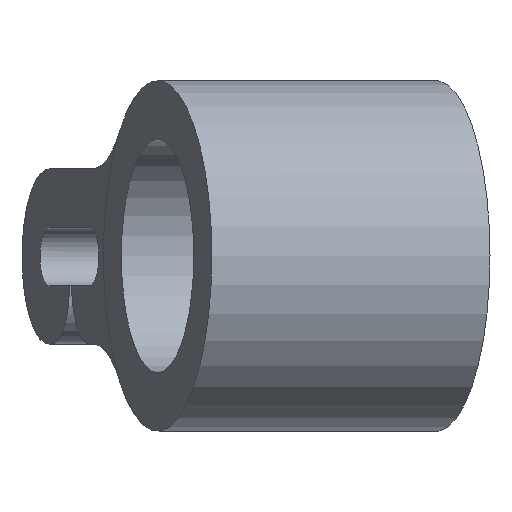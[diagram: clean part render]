
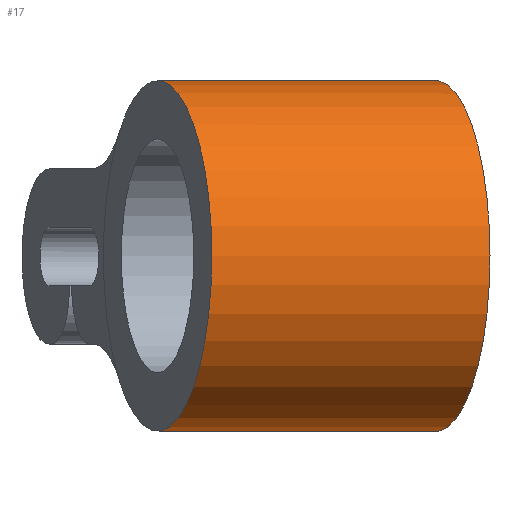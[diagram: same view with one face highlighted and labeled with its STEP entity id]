
A CAD part, top view. The second image highlights one B-rep face of the part: STEP entity #17.
In plain terms, the highlighted cylindrical face has radius 6 mm (diameter 12 mm), a partial arc.
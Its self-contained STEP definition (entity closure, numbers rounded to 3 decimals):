
#17 = ADVANCED_FACE('',(#18),#33,.T.);
#18 = FACE_BOUND('',#19,.F.);
#19 = EDGE_LOOP('',(#20,#56,#96,#125));
#20 = ORIENTED_EDGE('',*,*,#21,.F.);
#21 = EDGE_CURVE('',#22,#24,#26,.T.);
#22 = VERTEX_POINT('',#23);
#23 = CARTESIAN_POINT('',(385.956,4.2,151.618));
#24 = VERTEX_POINT('',#25);
#25 = CARTESIAN_POINT('',(385.956,-4.2,151.618));
#26 = SURFACE_CURVE('',#27,(#32,#44),.PCURVE_S1.);
#27 = CIRCLE('',#28,6.);
#28 = AXIS2_PLACEMENT_3D('',#29,#30,#31);
#29 = CARTESIAN_POINT('',(387.28,0.,155.693));
#30 = DIRECTION('',(0.951,0.,-0.309));
#31 = DIRECTION('',(-0.309,0.,-0.951));
#32 = PCURVE('',#33,#38);
#33 = CYLINDRICAL_SURFACE('',#34,6.);
#34 = AXIS2_PLACEMENT_3D('',#35,#36,#37);
#35 = CARTESIAN_POINT('',(387.28,0.,155.693));
#36 = DIRECTION('',(-0.951,-0.,0.309));
#37 = DIRECTION('',(-0.309,0.,-0.951));
#38 = DEFINITIONAL_REPRESENTATION('',(#39),#43);
#39 = LINE('',#40,#41);
#40 = CARTESIAN_POINT('',(-0.,0.));
#41 = VECTOR('',#42,1.);
#42 = DIRECTION('',(-1.,0.));
#43 = ( GEOMETRIC_REPRESENTATION_CONTEXT(2) 
PARAMETRIC_REPRESENTATION_CONTEXT() REPRESENTATION_CONTEXT('2D SPACE',''
  ) );
#44 = PCURVE('',#45,#50);
#45 = PLANE('',#46);
#46 = AXIS2_PLACEMENT_3D('',#47,#48,#49);
#47 = CARTESIAN_POINT('',(387.28,0.,155.693));
#48 = DIRECTION('',(0.951,0.,-0.309));
#49 = DIRECTION('',(-0.309,0.,-0.951));
#50 = DEFINITIONAL_REPRESENTATION('',(#51),#55);
#51 = CIRCLE('',#52,6.);
#52 = AXIS2_PLACEMENT_2D('',#53,#54);
#53 = CARTESIAN_POINT('',(0.,0.));
#54 = DIRECTION('',(1.,0.));
#55 = ( GEOMETRIC_REPRESENTATION_CONTEXT(2) 
PARAMETRIC_REPRESENTATION_CONTEXT() REPRESENTATION_CONTEXT('2D SPACE',''
  ) );
#56 = ORIENTED_EDGE('',*,*,#57,.T.);
#57 = EDGE_CURVE('',#22,#58,#60,.T.);
#58 = VERTEX_POINT('',#59);
#59 = CARTESIAN_POINT('',(395.466,4.2,148.528));
#60 = SURFACE_CURVE('',#61,(#67,#73),.PCURVE_S1.);
#61 = B_SPLINE_CURVE_WITH_KNOTS('',2,(#62,#63,#64,#65,#66),
  .UNSPECIFIED.,.F.,.F.,(3,1,1,3),(-0.612,0.,10.,10.612),
  .UNSPECIFIED.);
#62 = CARTESIAN_POINT('',(385.374,4.2,151.807));
#63 = CARTESIAN_POINT('',(385.665,4.2,151.713));
#64 = CARTESIAN_POINT('',(390.711,4.2,150.073));
#65 = CARTESIAN_POINT('',(395.757,4.2,148.433));
#66 = CARTESIAN_POINT('',(396.048,4.2,148.339));
#67 = PCURVE('',#33,#68);
#68 = DEFINITIONAL_REPRESENTATION('',(#69),#72);
#69 = B_SPLINE_CURVE_WITH_KNOTS('',1,(#70,#71),.UNSPECIFIED.,.F.,.F.,(2,
    2),(0.,10.),.PIECEWISE_BEZIER_KNOTS.);
#70 = CARTESIAN_POINT('',(-0.775,0.));
#71 = CARTESIAN_POINT('',(-0.775,-10.));
#72 = ( GEOMETRIC_REPRESENTATION_CONTEXT(2) 
PARAMETRIC_REPRESENTATION_CONTEXT() REPRESENTATION_CONTEXT('2D SPACE',''
  ) );
#73 = PCURVE('',#74,#90);
#74 = ( BOUNDED_SURFACE() B_SPLINE_SURFACE(2,2,(
    (#75,#76,#77,#78,#79)
    ,(#80,#81,#82,#83,#84)
    ,(#85,#86,#87,#88,#89
)),.UNSPECIFIED.,.F.,.F.,.F.) B_SPLINE_SURFACE_WITH_KNOTS((3,3),(3,1,1,3
    ),(0.,10.),(-0.612,0.,10.,10.612),.UNSPECIFIED.) 
GEOMETRIC_REPRESENTATION_ITEM() RATIONAL_B_SPLINE_SURFACE((
    (1.,1.,1.,1.,1.)
    ,(0.922,0.922,0.922,0.922
      ,0.922)
,(1.,1.,1.,1.,1.))) REPRESENTATION_ITEM('') SURFACE() );
#75 = CARTESIAN_POINT('',(385.374,4.2,151.807));
#76 = CARTESIAN_POINT('',(385.665,4.2,151.713));
#77 = CARTESIAN_POINT('',(390.711,4.2,150.073));
#78 = CARTESIAN_POINT('',(395.757,4.2,148.433));
#79 = CARTESIAN_POINT('',(396.048,4.2,148.339));
#80 = CARTESIAN_POINT('',(385.01,3.,150.689));
#81 = CARTESIAN_POINT('',(385.301,3.,150.594));
#82 = CARTESIAN_POINT('',(390.348,3.,148.954));
#83 = CARTESIAN_POINT('',(395.394,3.,147.315));
#84 = CARTESIAN_POINT('',(395.685,3.,147.22));
#85 = CARTESIAN_POINT('',(384.491,3.,149.09));
#86 = CARTESIAN_POINT('',(384.782,3.,148.996));
#87 = CARTESIAN_POINT('',(389.828,3.,147.356));
#88 = CARTESIAN_POINT('',(394.875,3.,145.717));
#89 = CARTESIAN_POINT('',(395.166,3.,145.622));
#90 = DEFINITIONAL_REPRESENTATION('',(#91),#95);
#91 = LINE('',#92,#93);
#92 = CARTESIAN_POINT('',(0.,0.));
#93 = VECTOR('',#94,1.);
#94 = DIRECTION('',(0.,1.));
#95 = ( GEOMETRIC_REPRESENTATION_CONTEXT(2) 
PARAMETRIC_REPRESENTATION_CONTEXT() REPRESENTATION_CONTEXT('2D SPACE',''
  ) );
#96 = ORIENTED_EDGE('',*,*,#97,.T.);
#97 = EDGE_CURVE('',#58,#98,#100,.T.);
#98 = VERTEX_POINT('',#99);
#99 = CARTESIAN_POINT('',(395.466,-4.2,148.528));
#100 = SURFACE_CURVE('',#101,(#106,#113),.PCURVE_S1.);
#101 = CIRCLE('',#102,6.);
#102 = AXIS2_PLACEMENT_3D('',#103,#104,#105);
#103 = CARTESIAN_POINT('',(396.79,0.,152.603));
#104 = DIRECTION('',(0.951,0.,-0.309));
#105 = DIRECTION('',(-0.309,0.,-0.951));
#106 = PCURVE('',#33,#107);
#107 = DEFINITIONAL_REPRESENTATION('',(#108),#112);
#108 = LINE('',#109,#110);
#109 = CARTESIAN_POINT('',(-0.,-10.));
#110 = VECTOR('',#111,1.);
#111 = DIRECTION('',(-1.,0.));
#112 = ( GEOMETRIC_REPRESENTATION_CONTEXT(2) 
PARAMETRIC_REPRESENTATION_CONTEXT() REPRESENTATION_CONTEXT('2D SPACE',''
  ) );
#113 = PCURVE('',#114,#119);
#114 = PLANE('',#115);
#115 = AXIS2_PLACEMENT_3D('',#116,#117,#118);
#116 = CARTESIAN_POINT('',(396.79,0.,152.603));
#117 = DIRECTION('',(0.951,0.,-0.309));
#118 = DIRECTION('',(-0.309,0.,-0.951));
#119 = DEFINITIONAL_REPRESENTATION('',(#120),#124);
#120 = CIRCLE('',#121,6.);
#121 = AXIS2_PLACEMENT_2D('',#122,#123);
#122 = CARTESIAN_POINT('',(0.,0.));
#123 = DIRECTION('',(1.,0.));
#124 = ( GEOMETRIC_REPRESENTATION_CONTEXT(2) 
PARAMETRIC_REPRESENTATION_CONTEXT() REPRESENTATION_CONTEXT('2D SPACE',''
  ) );
#125 = ORIENTED_EDGE('',*,*,#126,.F.);
#126 = EDGE_CURVE('',#24,#98,#127,.T.);
#127 = SURFACE_CURVE('',#128,(#134,#140),.PCURVE_S1.);
#128 = B_SPLINE_CURVE_WITH_KNOTS('',2,(#129,#130,#131,#132,#133),
  .UNSPECIFIED.,.F.,.F.,(3,1,1,3),(-0.612,0.,10.,10.612),
  .UNSPECIFIED.);
#129 = CARTESIAN_POINT('',(385.374,-4.2,151.807));
#130 = CARTESIAN_POINT('',(385.665,-4.2,151.713));
#131 = CARTESIAN_POINT('',(390.711,-4.2,150.073));
#132 = CARTESIAN_POINT('',(395.757,-4.2,148.433));
#133 = CARTESIAN_POINT('',(396.048,-4.2,148.339));
#134 = PCURVE('',#33,#135);
#135 = DEFINITIONAL_REPRESENTATION('',(#136),#139);
#136 = B_SPLINE_CURVE_WITH_KNOTS('',1,(#137,#138),.UNSPECIFIED.,.F.,.F.,
  (2,2),(0.,10.),.PIECEWISE_BEZIER_KNOTS.);
#137 = CARTESIAN_POINT('',(-5.508,0.));
#138 = CARTESIAN_POINT('',(-5.508,-10.));
#139 = ( GEOMETRIC_REPRESENTATION_CONTEXT(2) 
PARAMETRIC_REPRESENTATION_CONTEXT() REPRESENTATION_CONTEXT('2D SPACE',''
  ) );
#140 = PCURVE('',#141,#157);
#141 = ( BOUNDED_SURFACE() B_SPLINE_SURFACE(2,2,(
    (#142,#143,#144,#145,#146)
    ,(#147,#148,#149,#150,#151)
    ,(#152,#153,#154,#155,#156
)),.UNSPECIFIED.,.F.,.F.,.F.) B_SPLINE_SURFACE_WITH_KNOTS((3,3),(3,1,1,3
    ),(0.,10.),(-0.612,0.,10.,10.612),.UNSPECIFIED.) 
GEOMETRIC_REPRESENTATION_ITEM() RATIONAL_B_SPLINE_SURFACE((
    (1.,1.,1.,1.,1.)
    ,(0.922,0.922,0.922,0.922
      ,0.922)
,(1.,1.,1.,1.,1.))) REPRESENTATION_ITEM('') SURFACE() );
#142 = CARTESIAN_POINT('',(385.374,-4.2,151.807));
#143 = CARTESIAN_POINT('',(385.665,-4.2,151.713));
#144 = CARTESIAN_POINT('',(390.711,-4.2,150.073));
#145 = CARTESIAN_POINT('',(395.757,-4.2,148.433));
#146 = CARTESIAN_POINT('',(396.048,-4.2,148.339));
#147 = CARTESIAN_POINT('',(385.01,-3.,150.689));
#148 = CARTESIAN_POINT('',(385.301,-3.,150.594));
#149 = CARTESIAN_POINT('',(390.348,-3.,148.954));
#150 = CARTESIAN_POINT('',(395.394,-3.,147.315));
#151 = CARTESIAN_POINT('',(395.685,-3.,147.22));
#152 = CARTESIAN_POINT('',(384.491,-3.,149.09));
#153 = CARTESIAN_POINT('',(384.782,-3.,148.996));
#154 = CARTESIAN_POINT('',(389.828,-3.,147.356));
#155 = CARTESIAN_POINT('',(394.875,-3.,145.717));
#156 = CARTESIAN_POINT('',(395.166,-3.,145.622));
#157 = DEFINITIONAL_REPRESENTATION('',(#158),#162);
#158 = LINE('',#159,#160);
#159 = CARTESIAN_POINT('',(0.,0.));
#160 = VECTOR('',#161,1.);
#161 = DIRECTION('',(0.,1.));
#162 = ( GEOMETRIC_REPRESENTATION_CONTEXT(2) 
PARAMETRIC_REPRESENTATION_CONTEXT() REPRESENTATION_CONTEXT('2D SPACE',''
  ) );
